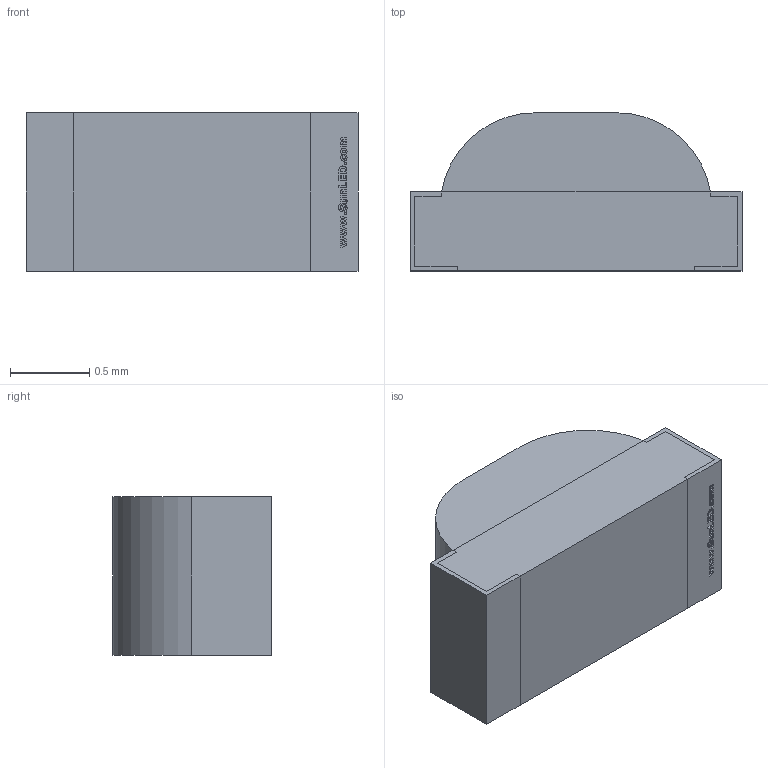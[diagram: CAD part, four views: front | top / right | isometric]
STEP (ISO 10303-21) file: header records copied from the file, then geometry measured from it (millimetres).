
FILE_DESCRIPTION (( 'STEP AP214' ), '1' );
FILE_NAME ('XZxx74.STEP', '2015-08-26T16:17:41', ( '' ), ( '' ), 'SwSTEP 2.0', 'SolidWorks 2012', '' );
FILE_SCHEMA (( 'AUTOMOTIVE_DESIGN' ));
Length unit declared in the file: millimetre
Products named in the file (1): XZxx74
Bounding box: 2.1 x 1 x 1 mm (x, y, z)
Volume: 1.8 mm3; surface area: 16.4 mm2
Topology: 4 solids, 4 shells, 230 faces, 618 edges, 412 vertices
Faces by surface type: plane 160, bspline 68, cylinder 2
Entity records: 11895 total; most frequent: CARTESIAN_POINT 4457, ORIENTED_EDGE 1236, DIRECTION 812, EDGE_CURVE 618, LINE 478, VECTOR 478, VERTEX_POINT 412, EDGE_LOOP 246
